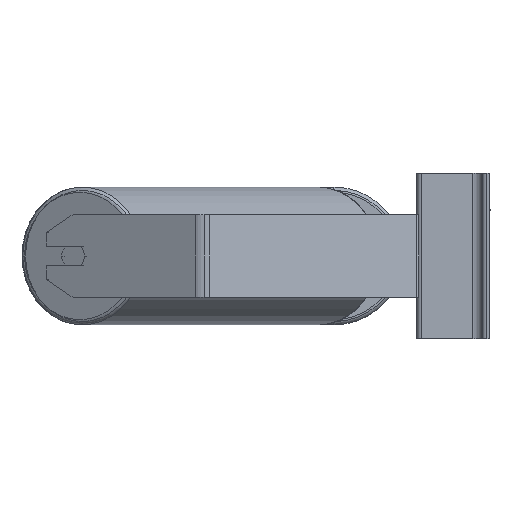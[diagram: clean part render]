
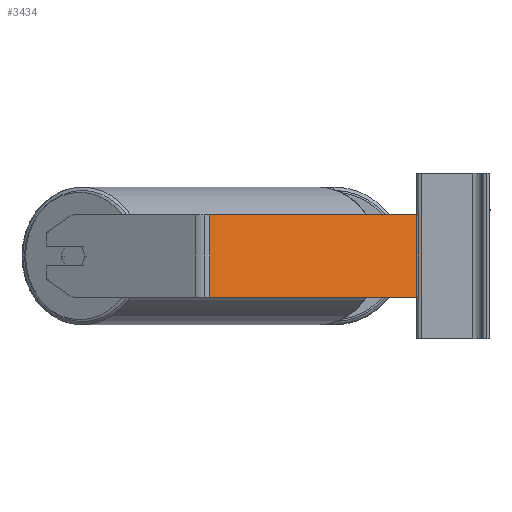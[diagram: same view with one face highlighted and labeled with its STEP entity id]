
A CAD part, left-side view. The second image highlights one B-rep face of the part: STEP entity #3434.
In plain terms, the highlighted planar face has unit normal (-0.94, -0.342, 0).
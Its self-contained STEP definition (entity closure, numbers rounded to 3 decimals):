
#273 = CARTESIAN_POINT ( 'NONE',  ( -760.996, 217.828, 40. ) ) ;
#395 = ORIENTED_EDGE ( 'NONE', *, *, #9673, .F. ) ;
#1127 = EDGE_LOOP ( 'NONE', ( #3416, #395, #6479, #2708 ) ) ;
#1358 = VECTOR ( 'NONE', #4840, 1000. ) ;
#1530 = LINE ( 'NONE', #6340, #1358 ) ;
#2142 = DIRECTION ( 'NONE',  ( 0.342, -0.94, 0. ) ) ;
#2245 = LINE ( 'NONE', #8858, #7437 ) ;
#2507 = DIRECTION ( 'NONE',  ( 0., 0., -1. ) ) ;
#2673 = LINE ( 'NONE', #273, #6903 ) ;
#2708 = ORIENTED_EDGE ( 'NONE', *, *, #9336, .T. ) ;
#2832 = CARTESIAN_POINT ( 'NONE',  ( -687.518, 15.948, -40. ) ) ;
#3416 = ORIENTED_EDGE ( 'NONE', *, *, #5709, .T. ) ;
#3434 = ADVANCED_FACE ( 'NONE', ( #5944 ), #9212, .F. ) ;
#3456 = CARTESIAN_POINT ( 'NONE',  ( -687.518, 15.948, 40. ) ) ;
#4840 = DIRECTION ( 'NONE',  ( 0.342, -0.94, 0. ) ) ;
#5597 = CARTESIAN_POINT ( 'NONE',  ( -687.518, 15.948, 40. ) ) ;
#5709 = EDGE_CURVE ( 'NONE', #7734, #9421, #1530, .T. ) ;
#5774 = VERTEX_POINT ( 'NONE', #5597 ) ;
#5944 = FACE_OUTER_BOUND ( 'NONE', #1127, .T. ) ;
#6340 = CARTESIAN_POINT ( 'NONE',  ( -763.548, 224.839, -40. ) ) ;
#6396 = VECTOR ( 'NONE', #6727, 1000. ) ;
#6479 = ORIENTED_EDGE ( 'NONE', *, *, #10287, .F. ) ;
#6646 = CARTESIAN_POINT ( 'NONE',  ( -760.996, 217.828, -40. ) ) ;
#6727 = DIRECTION ( 'NONE',  ( 0., 0., -1. ) ) ;
#6903 = VECTOR ( 'NONE', #2507, 1000. ) ;
#7128 = CARTESIAN_POINT ( 'NONE',  ( -760.996, 217.828, 40. ) ) ;
#7437 = VECTOR ( 'NONE', #2142, 1000. ) ;
#7734 = VERTEX_POINT ( 'NONE', #6646 ) ;
#8858 = CARTESIAN_POINT ( 'NONE',  ( -763.548, 224.839, 40. ) ) ;
#8968 = VERTEX_POINT ( 'NONE', #7128 ) ;
#9212 = PLANE ( 'NONE',  #10565 ) ;
#9266 = DIRECTION ( 'NONE',  ( -0.342, 0.94, 0. ) ) ;
#9321 = CARTESIAN_POINT ( 'NONE',  ( -763.548, 224.839, 40. ) ) ;
#9336 = EDGE_CURVE ( 'NONE', #8968, #7734, #2673, .T. ) ;
#9421 = VERTEX_POINT ( 'NONE', #2832 ) ;
#9673 = EDGE_CURVE ( 'NONE', #5774, #9421, #9947, .T. ) ;
#9947 = LINE ( 'NONE', #3456, #6396 ) ;
#10075 = DIRECTION ( 'NONE',  ( 0.94, 0.342, 0. ) ) ;
#10287 = EDGE_CURVE ( 'NONE', #8968, #5774, #2245, .T. ) ;
#10565 = AXIS2_PLACEMENT_3D ( 'NONE', #9321, #10075, #9266 ) ;
